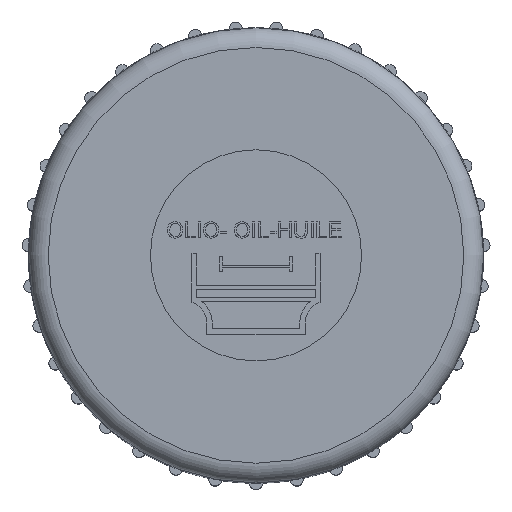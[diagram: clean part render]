
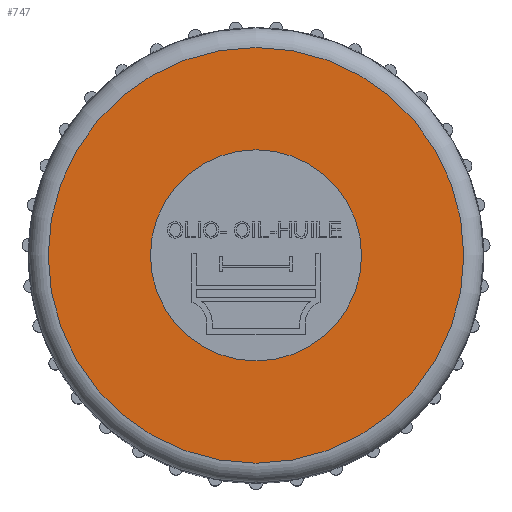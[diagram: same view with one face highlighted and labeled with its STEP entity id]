
A CAD part, top view. The second image highlights one B-rep face of the part: STEP entity #747.
In plain terms, the highlighted planar face has unit normal (0, 0, 1).
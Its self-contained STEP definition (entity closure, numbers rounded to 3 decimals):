
#747 = ADVANCED_FACE( '', ( #1566, #1567 ), #1568, .F. );
#1566 = FACE_OUTER_BOUND( '', #2430, .T. );
#1567 = FACE_BOUND( '', #2431, .T. );
#1568 = PLANE( '', #2432 );
#2430 = EDGE_LOOP( '', ( #4621 ) );
#2431 = EDGE_LOOP( '', ( #4622 ) );
#2432 = AXIS2_PLACEMENT_3D( '', #4623, #4624, #4625 );
#4621 = ORIENTED_EDGE( '', *, *, #5556, .T. );
#4622 = ORIENTED_EDGE( '', *, *, #5740, .F. );
#4623 = CARTESIAN_POINT( '', ( 34.5, 0., 47. ) );
#4624 = DIRECTION( '', ( 0., 0., -1. ) );
#4625 = DIRECTION( '', ( -1., 0., 0. ) );
#5556 = EDGE_CURVE( '', #6751, #6751, #6752, .F. );
#5740 = EDGE_CURVE( '', #6971, #6971, #6972, .T. );
#6751 = VERTEX_POINT( '', #8595 );
#6752 = CIRCLE( '', #8596, 31.5 );
#6971 = VERTEX_POINT( '', #8895 );
#6972 = CIRCLE( '', #8896, 16. );
#8595 = CARTESIAN_POINT( '', ( -31.5, 0., 47. ) );
#8596 = AXIS2_PLACEMENT_3D( '', #9668, #9669, #9670 );
#8895 = CARTESIAN_POINT( '', ( 16., 0., 47. ) );
#8896 = AXIS2_PLACEMENT_3D( '', #9913, #9914, #9915 );
#9668 = CARTESIAN_POINT( '', ( 0., 0., 47. ) );
#9669 = DIRECTION( '', ( 0., 0., -1. ) );
#9670 = DIRECTION( '', ( -1., 0., 0. ) );
#9913 = CARTESIAN_POINT( '', ( 0., 0., 47. ) );
#9914 = DIRECTION( '', ( 0., 0., 1. ) );
#9915 = DIRECTION( '', ( 1., 0., 0. ) );
